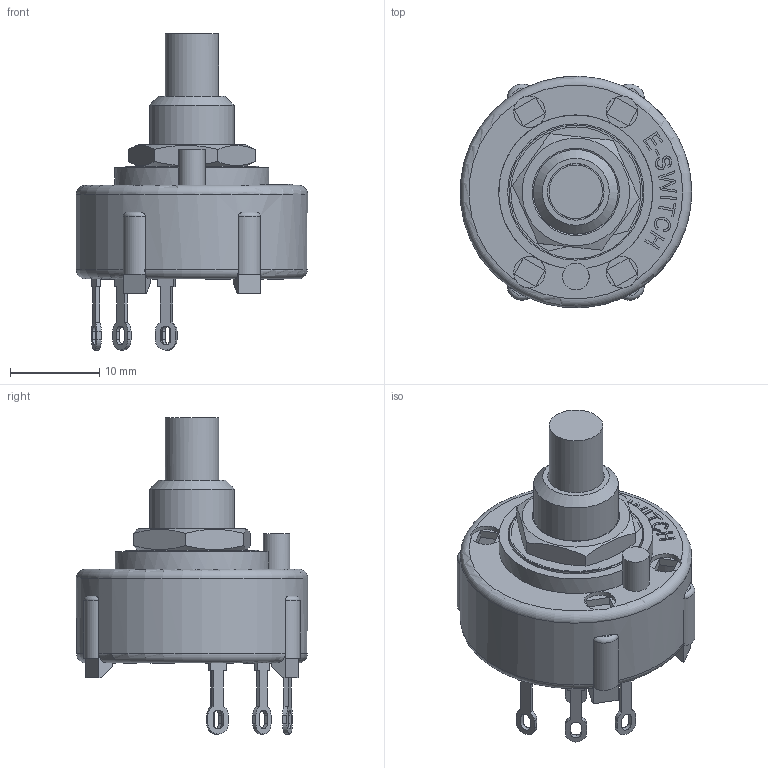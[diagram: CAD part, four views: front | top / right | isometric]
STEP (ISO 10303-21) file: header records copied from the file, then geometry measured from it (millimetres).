
FILE_DESCRIPTION((''),'2;1');
FILE_NAME('KC13B7.002NLS.stp','2018-03-16T14:47:48',('mroman'),(''),'Autodesk Inventor 2012','Autodesk Inventor 2012','');
FILE_SCHEMA(('CONFIG_CONTROL_DESIGN'));
Length unit declared in the file: inch
Products named in the file (1): KC13B7.002NLS
Bounding box: 25.96 x 25.98 x 35.5 mm (x, y, z)
Volume: 3190.1 mm3; surface area: 4934.7 mm2
Topology: 2 solids, 3 shells, 670 faces, 1821 edges, 1176 vertices
Faces by surface type: plane 440, bspline 164, cylinder 48, torus 13, cone 5
Full cylindrical faces by diameter (mm): 3 x1, 3.55 x4, 6 x1, 6.35 x1, 9.5 x2, 10.25 x1, 10.312 x1, 15 x1, 15.3 x1, 24 x1, 26 x1
Entity records: 22652 total; most frequent: CARTESIAN_POINT 6149, ORIENTED_EDGE 3578, DIRECTION 2591, EDGE_CURVE 1789, VECTOR 1273, LINE 1273, VERTEX_POINT 1165, EDGE_LOOP 796
